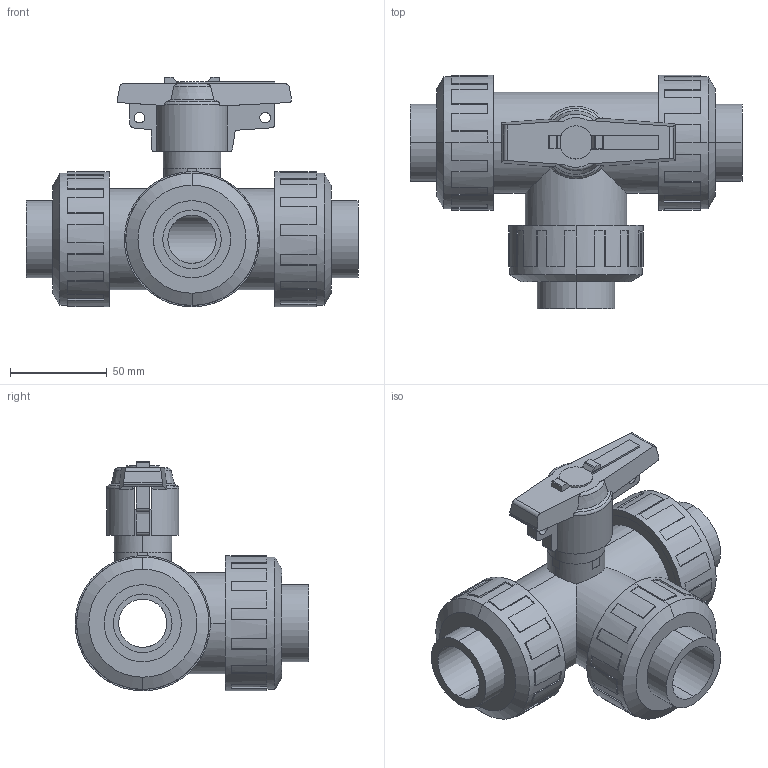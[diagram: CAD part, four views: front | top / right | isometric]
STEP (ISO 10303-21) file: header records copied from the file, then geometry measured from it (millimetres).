
FILE_DESCRIPTION(('STEP AP214'),'1');
FILE_NAME('cctmp_D7E01FB8-9BBF-48AE-A108-8D3D82C092B0_2021_10_21_11_30_52_0904..stp','2021-10-21T09:30:53',('Praher Valves GmbH'),('CADClick - www.CADClick.com'),'Spatial InterOp 3D',' ','unknown authorization');
FILE_SCHEMA(('AUTOMOTIVE_DESIGN'));
Length unit declared in the file: millimetre
Products named in the file (1): 121836
Bounding box: 172 x 121 x 118.93 mm (x, y, z)
Volume: 533016.6 mm3; surface area: 127843.6 mm2
Topology: 1 solids, 1 shells, 391 faces, 1083 edges, 714 vertices
Faces by surface type: plane 273, cylinder 92, cone 18, torus 8
Entity records: 16117 total; most frequent: CARTESIAN_POINT 2650, DIRECTION 2218, ORIENTED_EDGE 2166, EDGE_CURVE 1083, AXIS2_PLACEMENT_3D 787, VERTEX_POINT 714, LINE 644, VECTOR 644
